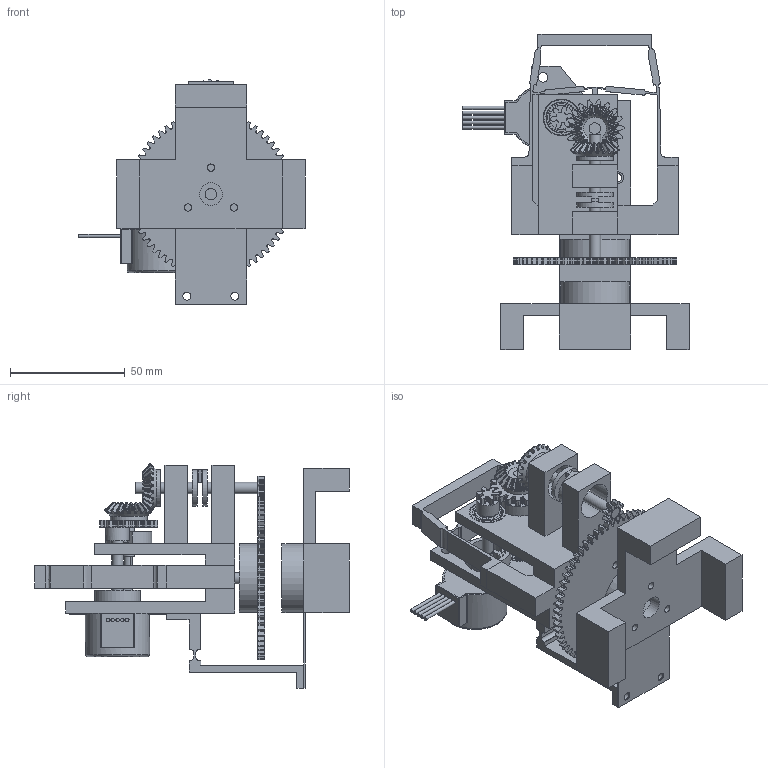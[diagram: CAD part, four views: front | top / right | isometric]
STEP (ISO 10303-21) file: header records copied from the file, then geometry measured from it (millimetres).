
FILE_DESCRIPTION(/* description */ (''),/* implementation_level */ '2;1');
FILE_NAME(/* name */ 'jwst.step',/* time_stamp */ '2022-02-04T12:42:35-05:00',/* author */ (''),/* organization */ (''),/* preprocessor_version */ 'ST-DEVELOPER v18.1',/* originating_system */ 'Autodesk Translation Framework v10.13.0.1454',/* authorisation */ '');
FILE_SCHEMA (('AUTOMOTIVE_DESIGN { 1 0 10303 214 3 1 1 }'));
Products named in the file (12): JWST; Fine Stage; MOTOR MODEL 28BYJ-48 5V v4; Spur Gear (6 teeth); Spur Gear (18 teeth); SKF_625_2Z; 2600N1_Metal Miter Gear; Upper Coupling; Flexure; Lower Pass; Spur Gear (64 teeth); Spur Gear (8 teeth)
Assembly tree (15 placements, depth 3):
  JWST
    Fine Stage
      MOTOR MODEL 28BYJ-48 5V v4
      Spur Gear (6 teeth)
      Spur Gear (18 teeth)
      SKF_625_2Z  x3
      2600N1_Metal Miter Gear  x2
      Upper Coupling  x2
    Flexure
    Lower Pass
    Spur Gear (64 teeth)
    Spur Gear (8 teeth)
Bounding box: 98.66 x 137.44 x 97.92 mm (x, y, z)
Volume: 138479.3 mm3; surface area: 80195.2 mm2
Topology: 49 solids, 49 shells, 1716 faces, 4920 edges, 3280 vertices
Faces by surface type: bspline 670, cylinder 562, plane 353, cone 76, torus 31, sphere 24
Full cylindrical faces by diameter (mm): 1.5 x5, 3.2 x15, 3.5 x6, 4.2 x4, 5 x19, 5.2 x4, 7 x1, 8.4 x12, 9 x1, 10 x2, 10.166 x1, 12 x8, 13.22 x12, 16 x13, 28 x1, 30 x2
Entity records: 56349 total; most frequent: CARTESIAN_POINT 21547, ORIENTED_EDGE 8054, DIRECTION 5875, EDGE_CURVE 4027, VERTEX_POINT 2695, AXIS2_PLACEMENT_3D 2094, LINE 1687, VECTOR 1687
